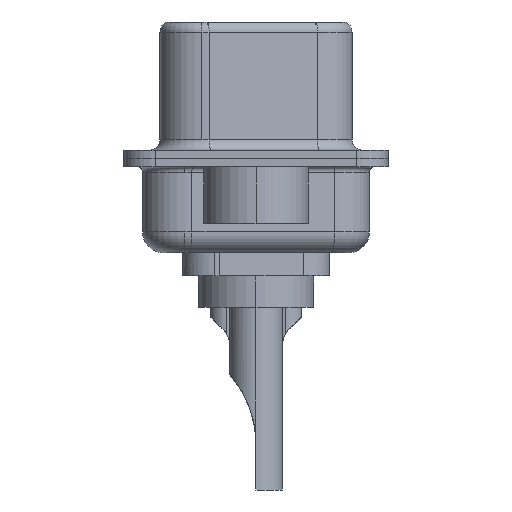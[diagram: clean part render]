
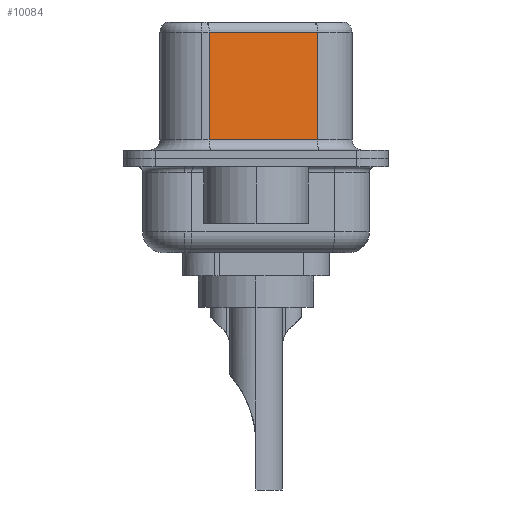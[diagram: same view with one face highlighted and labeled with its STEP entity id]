
A CAD part, left-side view. The second image highlights one B-rep face of the part: STEP entity #10084.
In plain terms, the highlighted planar face has unit normal (-0.985, -0.174, 0).
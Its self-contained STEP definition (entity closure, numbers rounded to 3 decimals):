
#1785 = CARTESIAN_POINT ( 'NONE',  ( 4.58, -2.927, 0.9 ) ) ;
#1880 = LINE ( 'NONE', #15741, #8687 ) ;
#2409 = DIRECTION ( 'NONE',  ( 0., 0., -1. ) ) ;
#2548 = CARTESIAN_POINT ( 'NONE',  ( 3.67, 2.233, 0.9 ) ) ;
#2905 = ORIENTED_EDGE ( 'NONE', *, *, #7483, .F. ) ;
#3660 = CARTESIAN_POINT ( 'NONE',  ( 3.67, 2.233, 6.02 ) ) ;
#4195 = CARTESIAN_POINT ( 'NONE',  ( 4.58, -2.927, 6.52 ) ) ;
#4816 = DIRECTION ( 'NONE',  ( 0.174, -0.985, 0. ) ) ;
#5615 = VECTOR ( 'NONE', #5678, 1000. ) ;
#5678 = DIRECTION ( 'NONE',  ( 0., 0., -1. ) ) ;
#5933 = VERTEX_POINT ( 'NONE', #1785 ) ;
#6552 = CARTESIAN_POINT ( 'NONE',  ( 4.58, -2.927, 0.9 ) ) ;
#6759 = VECTOR ( 'NONE', #2409, 1000. ) ;
#7245 = ORIENTED_EDGE ( 'NONE', *, *, #17394, .T. ) ;
#7365 = ORIENTED_EDGE ( 'NONE', *, *, #9445, .T. ) ;
#7483 = EDGE_CURVE ( 'NONE', #23066, #5933, #9038, .T. ) ;
#7596 = LINE ( 'NONE', #6552, #20992 ) ;
#7714 = CARTESIAN_POINT ( 'NONE',  ( 3.67, 2.233, 6.52 ) ) ;
#8162 = DIRECTION ( 'NONE',  ( 0.985, 0.174, 0. ) ) ;
#8687 = VECTOR ( 'NONE', #17629, 1000. ) ;
#9038 = LINE ( 'NONE', #9632, #6759 ) ;
#9445 = EDGE_CURVE ( 'NONE', #20180, #14527, #21269, .T. ) ;
#9632 = CARTESIAN_POINT ( 'NONE',  ( 4.58, -2.927, 6.52 ) ) ;
#10084 = ADVANCED_FACE ( 'NONE', ( #12060 ), #16801, .F. ) ;
#11792 = EDGE_CURVE ( 'NONE', #23066, #20180, #1880, .T. ) ;
#12060 = FACE_OUTER_BOUND ( 'NONE', #23087, .T. ) ;
#14527 = VERTEX_POINT ( 'NONE', #2548 ) ;
#15418 = ORIENTED_EDGE ( 'NONE', *, *, #11792, .T. ) ;
#15741 = CARTESIAN_POINT ( 'NONE',  ( 4.58, -2.927, 6.02 ) ) ;
#16801 = PLANE ( 'NONE',  #19044 ) ;
#17394 = EDGE_CURVE ( 'NONE', #14527, #5933, #7596, .T. ) ;
#17629 = DIRECTION ( 'NONE',  ( -0.174, 0.985, 0. ) ) ;
#19044 = AXIS2_PLACEMENT_3D ( 'NONE', #4195, #8162, #19530 ) ;
#19530 = DIRECTION ( 'NONE',  ( -0.174, 0.985, 0. ) ) ;
#20180 = VERTEX_POINT ( 'NONE', #3660 ) ;
#20992 = VECTOR ( 'NONE', #4816, 1000. ) ;
#21269 = LINE ( 'NONE', #7714, #5615 ) ;
#22647 = CARTESIAN_POINT ( 'NONE',  ( 4.58, -2.927, 6.02 ) ) ;
#23066 = VERTEX_POINT ( 'NONE', #22647 ) ;
#23087 = EDGE_LOOP ( 'NONE', ( #2905, #15418, #7365, #7245 ) ) ;
